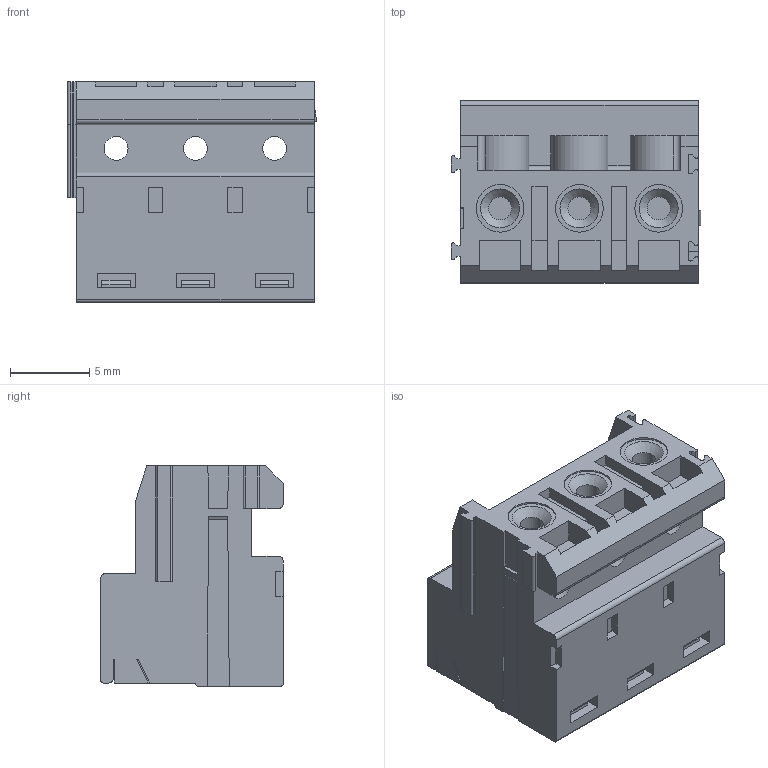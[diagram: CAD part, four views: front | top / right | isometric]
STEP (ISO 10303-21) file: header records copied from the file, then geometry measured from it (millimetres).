
FILE_DESCRIPTION(('STEP AP214'),'1');
FILE_NAME('SHCS02-10.stp','2018-11-12T17:01:34',(' '),(' '),'Spatial InterOp 3D',' ',' ');
FILE_SCHEMA(('AUTOMOTIVE_DESIGN { 1 0 10303 214 1 1 1 1 }'));
Length unit declared in the file: metre
Products named in the file (1): 1
Bounding box: 15.73 x 11.5 x 13.9 mm (x, y, z)
Volume: 1514.8 mm3; surface area: 2040.6 mm2
Topology: 1 solids, 1 shells, 347 faces, 983 edges, 649 vertices
Faces by surface type: plane 273, cylinder 65, cone 9
Full cylindrical faces by diameter (mm): 1.45 x3, 1.5 x3, 2.6 x2, 2.7 x3, 3 x3, 3.6 x3, 3.8 x3
Entity records: 13789 total; most frequent: CARTESIAN_POINT 2073, ORIENTED_EDGE 1862, DIRECTION 1751, EDGE_CURVE 931, LINE 785, VECTOR 785, VERTEX_POINT 628, AXIS2_PLACEMENT_3D 483
